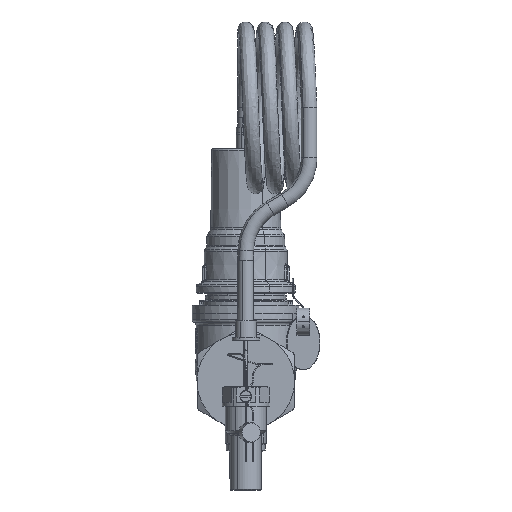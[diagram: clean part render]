
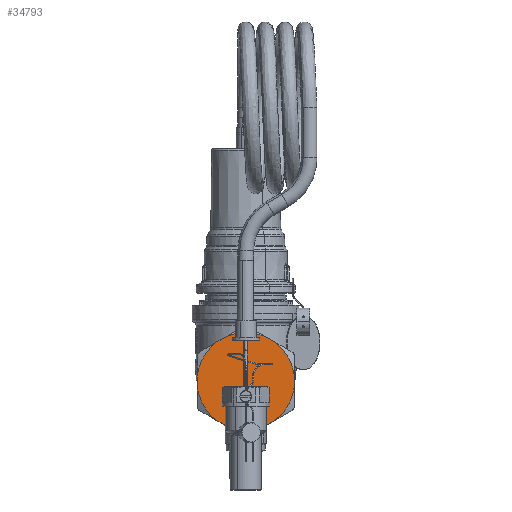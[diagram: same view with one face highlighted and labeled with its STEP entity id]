
A CAD part, front view. The second image highlights one B-rep face of the part: STEP entity #34793.
In plain terms, the highlighted planar face has unit normal (0, -1, 0).
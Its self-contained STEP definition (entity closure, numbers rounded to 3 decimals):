
#30850=CARTESIAN_POINT('Vertex',(10.057,-49.,22.888)) ;
#30855=CARTESIAN_POINT('Line Origine',(12.425,-49.,21.521)) ;
#30859=CARTESIAN_POINT('Vertex',(14.793,-49.,20.153)) ;
#31079=CARTESIAN_POINT('Vertex',(24.85,-49.,2.735)) ;
#31084=CARTESIAN_POINT('Line Origine',(24.85,-49.,0.)) ;
#31088=CARTESIAN_POINT('Vertex',(24.85,-49.,-2.735)) ;
#31289=CARTESIAN_POINT('Vertex',(14.793,-49.,-20.153)) ;
#31294=CARTESIAN_POINT('Line Origine',(12.425,-49.,-21.521)) ;
#31298=CARTESIAN_POINT('Vertex',(10.057,-49.,-22.888)) ;
#31438=CARTESIAN_POINT('Vertex',(-10.057,-49.,-22.888)) ;
#31443=CARTESIAN_POINT('Line Origine',(-12.425,-49.,-21.521)) ;
#31447=CARTESIAN_POINT('Vertex',(-14.793,-49.,-20.153)) ;
#31686=CARTESIAN_POINT('Vertex',(-14.793,-49.,20.153)) ;
#31691=CARTESIAN_POINT('Line Origine',(-12.425,-49.,21.521)) ;
#31695=CARTESIAN_POINT('Vertex',(-10.057,-49.,22.888)) ;
#32029=CARTESIAN_POINT('Vertex',(-24.85,-49.,-2.735)) ;
#32034=CARTESIAN_POINT('Line Origine',(-24.85,-49.,0.)) ;
#32038=CARTESIAN_POINT('Vertex',(-24.85,-49.,2.735)) ;
#34722=CARTESIAN_POINT('Axis2P3D Location',(0.,-49.,0.)) ;
#34749=CARTESIAN_POINT('Axis2P3D Location',(0.,-49.,25.)) ;
#34754=CARTESIAN_POINT('Axis2P3D Location',(0.,-49.,0.)) ;
#34759=CARTESIAN_POINT('Axis2P3D Location',(0.,-49.,0.)) ;
#34764=CARTESIAN_POINT('Axis2P3D Location',(0.,-49.,0.)) ;
#34769=CARTESIAN_POINT('Axis2P3D Location',(0.,-49.,0.)) ;
#34774=CARTESIAN_POINT('Axis2P3D Location',(0.,-49.,0.)) ;
#30856=DIRECTION('Vector Direction',(0.866,0.,-0.5)) ;
#31085=DIRECTION('Vector Direction',(0.,0.,-1.)) ;
#31295=DIRECTION('Vector Direction',(0.866,0.,0.5)) ;
#31444=DIRECTION('Vector Direction',(-0.866,0.,0.5)) ;
#31692=DIRECTION('Vector Direction',(-0.866,0.,-0.5)) ;
#32035=DIRECTION('Vector Direction',(0.,0.,1.)) ;
#34723=DIRECTION('Axis2P3D Direction',(0.,1.,0.)) ;
#34750=DIRECTION('Axis2P3D Direction',(0.,-1.,0.)) ;
#34751=DIRECTION('Axis2P3D XDirection',(0.,0.,1.)) ;
#34755=DIRECTION('Axis2P3D Direction',(0.,-1.,0.)) ;
#34760=DIRECTION('Axis2P3D Direction',(0.,-1.,0.)) ;
#34765=DIRECTION('Axis2P3D Direction',(0.,-1.,0.)) ;
#34770=DIRECTION('Axis2P3D Direction',(0.,-1.,0.)) ;
#34775=DIRECTION('Axis2P3D Direction',(0.,-1.,0.)) ;
#34724=AXIS2_PLACEMENT_3D('Circle Axis2P3D',#34722,#34723,$) ;
#34752=AXIS2_PLACEMENT_3D('Plane Axis2P3D',#34749,#34750,#34751) ;
#34756=AXIS2_PLACEMENT_3D('Circle Axis2P3D',#34754,#34755,$) ;
#34761=AXIS2_PLACEMENT_3D('Circle Axis2P3D',#34759,#34760,$) ;
#34766=AXIS2_PLACEMENT_3D('Circle Axis2P3D',#34764,#34765,$) ;
#34771=AXIS2_PLACEMENT_3D('Circle Axis2P3D',#34769,#34770,$) ;
#34776=AXIS2_PLACEMENT_3D('Circle Axis2P3D',#34774,#34775,$) ;
#34780=ORIENTED_EDGE('',*,*,#34726,.T.) ;
#34781=ORIENTED_EDGE('',*,*,#30861,.F.) ;
#34782=ORIENTED_EDGE('',*,*,#34758,.T.) ;
#34783=ORIENTED_EDGE('',*,*,#31697,.T.) ;
#34784=ORIENTED_EDGE('',*,*,#34763,.T.) ;
#34785=ORIENTED_EDGE('',*,*,#32040,.F.) ;
#34786=ORIENTED_EDGE('',*,*,#34768,.T.) ;
#34787=ORIENTED_EDGE('',*,*,#31449,.F.) ;
#34788=ORIENTED_EDGE('',*,*,#34773,.T.) ;
#34789=ORIENTED_EDGE('',*,*,#31300,.T.) ;
#34790=ORIENTED_EDGE('',*,*,#34778,.T.) ;
#34791=ORIENTED_EDGE('',*,*,#31090,.F.) ;
#30857=VECTOR('Line Direction',#30856,1.) ;
#31086=VECTOR('Line Direction',#31085,1.) ;
#31296=VECTOR('Line Direction',#31295,1.) ;
#31445=VECTOR('Line Direction',#31444,1.) ;
#31693=VECTOR('Line Direction',#31692,1.) ;
#32036=VECTOR('Line Direction',#32035,1.) ;
#34793=ADVANCED_FACE('PartBody',(#34792),#34753,.T.) ;
#34725=CIRCLE('generated circle',#34724,25.) ;
#34757=CIRCLE('generated circle',#34756,25.) ;
#34762=CIRCLE('generated circle',#34761,25.) ;
#34767=CIRCLE('generated circle',#34766,25.) ;
#34772=CIRCLE('generated circle',#34771,25.) ;
#34777=CIRCLE('generated circle',#34776,25.) ;
#30861=EDGE_CURVE('',#30851,#30860,#30858,.T.) ;
#31090=EDGE_CURVE('',#31080,#31089,#31087,.T.) ;
#31300=EDGE_CURVE('',#31299,#31290,#31297,.T.) ;
#31449=EDGE_CURVE('',#31439,#31448,#31446,.T.) ;
#31697=EDGE_CURVE('',#31696,#31687,#31694,.T.) ;
#32040=EDGE_CURVE('',#32030,#32039,#32037,.T.) ;
#34726=EDGE_CURVE('',#31080,#30860,#34725,.F.) ;
#34758=EDGE_CURVE('',#30851,#31696,#34757,.T.) ;
#34763=EDGE_CURVE('',#31687,#32039,#34762,.T.) ;
#34768=EDGE_CURVE('',#32030,#31448,#34767,.T.) ;
#34773=EDGE_CURVE('',#31439,#31299,#34772,.T.) ;
#34778=EDGE_CURVE('',#31290,#31089,#34777,.T.) ;
#34779=EDGE_LOOP('',(#34780,#34781,#34782,#34783,#34784,#34785,#34786,#34787,#34788,#34789,#34790,#34791)) ;
#34792=FACE_OUTER_BOUND('',#34779,.T.) ;
#30858=LINE('Line',#30855,#30857) ;
#31087=LINE('Line',#31084,#31086) ;
#31297=LINE('Line',#31294,#31296) ;
#31446=LINE('Line',#31443,#31445) ;
#31694=LINE('Line',#31691,#31693) ;
#32037=LINE('Line',#32034,#32036) ;
#34753=PLANE('',#34752) ;
#30851=VERTEX_POINT('',#30850) ;
#30860=VERTEX_POINT('',#30859) ;
#31080=VERTEX_POINT('',#31079) ;
#31089=VERTEX_POINT('',#31088) ;
#31290=VERTEX_POINT('',#31289) ;
#31299=VERTEX_POINT('',#31298) ;
#31439=VERTEX_POINT('',#31438) ;
#31448=VERTEX_POINT('',#31447) ;
#31687=VERTEX_POINT('',#31686) ;
#31696=VERTEX_POINT('',#31695) ;
#32030=VERTEX_POINT('',#32029) ;
#32039=VERTEX_POINT('',#32038) ;
